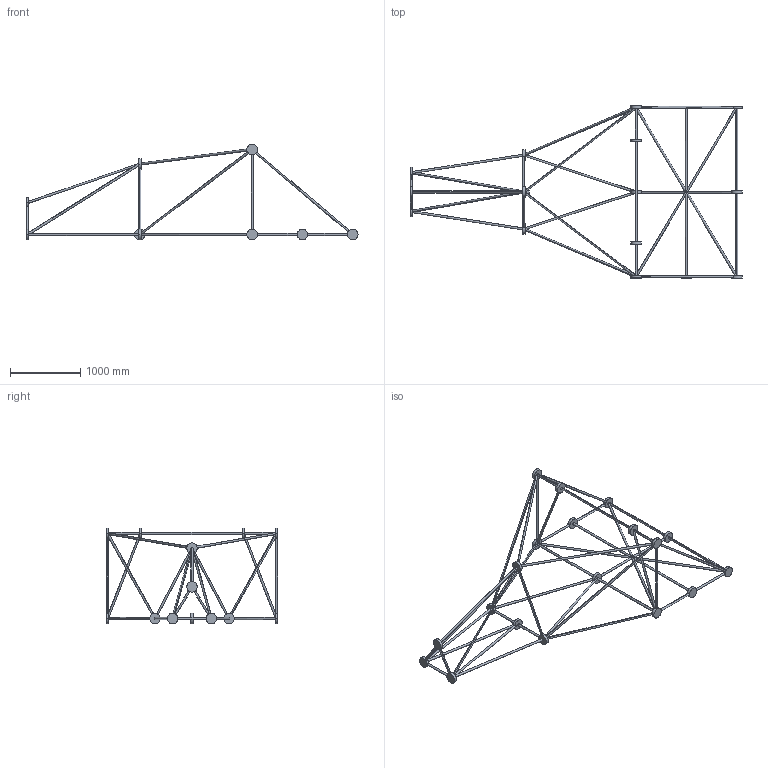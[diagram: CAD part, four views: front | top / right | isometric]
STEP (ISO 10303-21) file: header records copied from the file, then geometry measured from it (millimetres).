
FILE_DESCRIPTION(('CATIA V5 STEP Exchange'),'2;1');
FILE_NAME('trusssketch4.stp','2019-06-11T07:43:22+00:00',('none'),('none'),'CATIA Version 5 Release 21 SP 6 (IN-10)','CATIA V5 STEP AP203','none');
FILE_SCHEMA(('CONFIG_CONTROL_DESIGN'));
Length unit declared in the file: millimetre
Products named in the file (1): Chassis iter3
Bounding box: 4713.25 x 2440 x 1357.75 mm (x, y, z)
Volume: 52960443.3 mm3; surface area: 6211632 mm2
Topology: 1 solids, 1 shells, 172 faces, 581 edges, 396 vertices
Faces by surface type: cylinder 132, plane 40
Entity records: 8816 total; most frequent: CARTESIAN_POINT 4677, ORIENTED_EDGE 1162, EDGE_CURVE 581, DIRECTION 397, VERTEX_POINT 388, B_SPLINE_CURVE_WITH_KNOTS 310, EDGE_LOOP 205, AXIS2_PLACEMENT_3D 190
